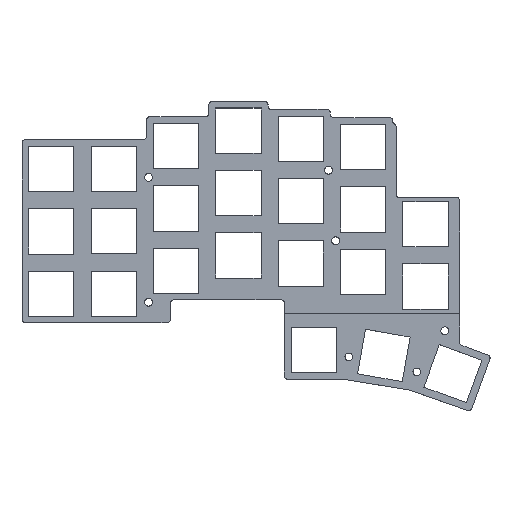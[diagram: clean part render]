
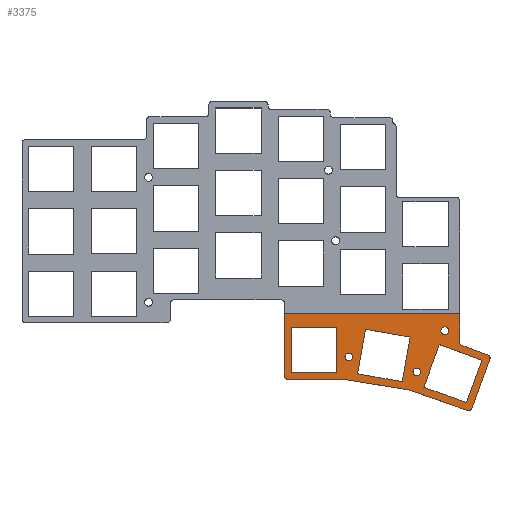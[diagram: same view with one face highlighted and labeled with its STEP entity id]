
A CAD part, top view. The second image highlights one B-rep face of the part: STEP entity #3375.
In plain terms, the highlighted planar face has unit normal (0, 0, 1).
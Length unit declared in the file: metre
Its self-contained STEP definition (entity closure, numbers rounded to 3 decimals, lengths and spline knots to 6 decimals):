
#29=LINE('',#4581,#416);
#283=LINE('',#5168,#670);
#287=LINE('',#5176,#674);
#358=LINE('',#5353,#745);
#361=LINE('',#5361,#748);
#364=LINE('',#5369,#751);
#367=LINE('',#5377,#754);
#370=LINE('',#5385,#757);
#372=LINE('',#5391,#759);
#375=LINE('',#5397,#762);
#377=LINE('',#5401,#764);
#379=LINE('',#5405,#766);
#382=LINE('',#5411,#769);
#384=LINE('',#5415,#771);
#386=LINE('',#5419,#773);
#389=LINE('',#5425,#776);
#391=LINE('',#5429,#778);
#392=LINE('',#5431,#779);
#393=LINE('',#5433,#780);
#394=LINE('',#5435,#781);
#416=VECTOR('',#3696,1.);
#670=VECTOR('',#4156,1.);
#674=VECTOR('',#4162,1.);
#745=VECTOR('',#4377,1.);
#748=VECTOR('',#4386,1.);
#751=VECTOR('',#4395,1.);
#754=VECTOR('',#4404,1.);
#757=VECTOR('',#4413,1.);
#759=VECTOR('',#4421,1.);
#762=VECTOR('',#4426,1.);
#764=VECTOR('',#4430,1.);
#766=VECTOR('',#4434,1.);
#769=VECTOR('',#4439,1.);
#771=VECTOR('',#4443,1.);
#773=VECTOR('',#4447,1.);
#776=VECTOR('',#4452,1.);
#778=VECTOR('',#4456,1.);
#779=VECTOR('',#4459,1.);
#780=VECTOR('',#4462,1.);
#781=VECTOR('',#4465,1.);
#903=PLANE('',#3624);
#1754=ORIENTED_EDGE('',*,*,#1845,.T.);
#1755=ORIENTED_EDGE('',*,*,#1843,.T.);
#1756=ORIENTED_EDGE('',*,*,#1841,.T.);
#1757=ORIENTED_EDGE('',*,*,#2284,.F.);
#1758=ORIENTED_EDGE('',*,*,#2287,.F.);
#1759=ORIENTED_EDGE('',*,*,#2289,.T.);
#1760=ORIENTED_EDGE('',*,*,#2292,.T.);
#1761=ORIENTED_EDGE('',*,*,#2277,.F.);
#1762=ORIENTED_EDGE('',*,*,#2280,.F.);
#1763=ORIENTED_EDGE('',*,*,#2282,.T.);
#1764=ORIENTED_EDGE('',*,*,#2291,.T.);
#1765=ORIENTED_EDGE('',*,*,#2270,.F.);
#1766=ORIENTED_EDGE('',*,*,#2273,.F.);
#1767=ORIENTED_EDGE('',*,*,#2275,.T.);
#1768=ORIENTED_EDGE('',*,*,#2290,.T.);
#1769=ORIENTED_EDGE('',*,*,#2161,.F.);
#1770=ORIENTED_EDGE('',*,*,#2157,.F.);
#1771=ORIENTED_EDGE('',*,*,#2249,.F.);
#1772=ORIENTED_EDGE('',*,*,#2251,.F.);
#1773=ORIENTED_EDGE('',*,*,#2253,.F.);
#1774=ORIENTED_EDGE('',*,*,#2255,.F.);
#1775=ORIENTED_EDGE('',*,*,#2257,.F.);
#1776=ORIENTED_EDGE('',*,*,#2259,.F.);
#1777=ORIENTED_EDGE('',*,*,#2261,.F.);
#1778=ORIENTED_EDGE('',*,*,#2263,.F.);
#1779=ORIENTED_EDGE('',*,*,#2265,.F.);
#1780=ORIENTED_EDGE('',*,*,#2267,.F.);
#1781=ORIENTED_EDGE('',*,*,#2268,.F.);
#1782=ORIENTED_EDGE('',*,*,#1864,.F.);
#1841=EDGE_CURVE('',#2304,#2304,#2622,.T.);
#1843=EDGE_CURVE('',#2306,#2306,#2624,.T.);
#1845=EDGE_CURVE('',#2308,#2308,#2626,.T.);
#1864=EDGE_CURVE('',#2326,#2327,#29,.T.);
#2157=EDGE_CURVE('',#2556,#2557,#283,.T.);
#2161=EDGE_CURVE('',#2557,#2326,#287,.T.);
#2249=EDGE_CURVE('',#2592,#2556,#2685,.T.);
#2251=EDGE_CURVE('',#2593,#2592,#358,.T.);
#2253=EDGE_CURVE('',#2594,#2593,#2686,.T.);
#2255=EDGE_CURVE('',#2595,#2594,#361,.T.);
#2257=EDGE_CURVE('',#2596,#2595,#2687,.T.);
#2259=EDGE_CURVE('',#2597,#2596,#364,.T.);
#2261=EDGE_CURVE('',#2598,#2597,#2688,.T.);
#2263=EDGE_CURVE('',#2599,#2598,#367,.T.);
#2265=EDGE_CURVE('',#2600,#2599,#2689,.T.);
#2267=EDGE_CURVE('',#2601,#2600,#370,.T.);
#2268=EDGE_CURVE('',#2327,#2601,#2690,.T.);
#2270=EDGE_CURVE('',#2602,#2603,#372,.T.);
#2273=EDGE_CURVE('',#2604,#2602,#375,.T.);
#2275=EDGE_CURVE('',#2604,#2605,#377,.T.);
#2277=EDGE_CURVE('',#2606,#2607,#379,.T.);
#2280=EDGE_CURVE('',#2608,#2606,#382,.T.);
#2282=EDGE_CURVE('',#2608,#2609,#384,.T.);
#2284=EDGE_CURVE('',#2610,#2611,#386,.T.);
#2287=EDGE_CURVE('',#2612,#2610,#389,.T.);
#2289=EDGE_CURVE('',#2612,#2613,#391,.T.);
#2290=EDGE_CURVE('',#2605,#2603,#392,.T.);
#2291=EDGE_CURVE('',#2609,#2607,#393,.T.);
#2292=EDGE_CURVE('',#2613,#2611,#394,.T.);
#2304=VERTEX_POINT('',#4531);
#2306=VERTEX_POINT('',#4536);
#2308=VERTEX_POINT('',#4541);
#2326=VERTEX_POINT('',#4580);
#2327=VERTEX_POINT('',#4582);
#2556=VERTEX_POINT('',#5167);
#2557=VERTEX_POINT('',#5169);
#2592=VERTEX_POINT('',#5348);
#2593=VERTEX_POINT('',#5352);
#2594=VERTEX_POINT('',#5356);
#2595=VERTEX_POINT('',#5360);
#2596=VERTEX_POINT('',#5364);
#2597=VERTEX_POINT('',#5368);
#2598=VERTEX_POINT('',#5372);
#2599=VERTEX_POINT('',#5376);
#2600=VERTEX_POINT('',#5380);
#2601=VERTEX_POINT('',#5384);
#2602=VERTEX_POINT('',#5390);
#2603=VERTEX_POINT('',#5392);
#2604=VERTEX_POINT('',#5396);
#2605=VERTEX_POINT('',#5400);
#2606=VERTEX_POINT('',#5404);
#2607=VERTEX_POINT('',#5406);
#2608=VERTEX_POINT('',#5410);
#2609=VERTEX_POINT('',#5414);
#2610=VERTEX_POINT('',#5418);
#2611=VERTEX_POINT('',#5420);
#2612=VERTEX_POINT('',#5424);
#2613=VERTEX_POINT('',#5428);
#2622=CIRCLE('',#3411,0.0012);
#2624=CIRCLE('',#3414,0.0012);
#2626=CIRCLE('',#3417,0.0012);
#2685=CIRCLE('',#3596,0.001);
#2686=CIRCLE('',#3599,0.002);
#2687=CIRCLE('',#3602,0.002);
#2688=CIRCLE('',#3605,0.001);
#2689=CIRCLE('',#3608,0.001);
#2690=CIRCLE('',#3611,0.001);
#2903=EDGE_LOOP('',(#1754));
#2904=EDGE_LOOP('',(#1755));
#2905=EDGE_LOOP('',(#1756));
#2906=EDGE_LOOP('',(#1757,#1758,#1759,#1760));
#2907=EDGE_LOOP('',(#1761,#1762,#1763,#1764));
#2908=EDGE_LOOP('',(#1765,#1766,#1767,#1768));
#2909=EDGE_LOOP('',(#1769,#1770,#1771,#1772,#1773,#1774,#1775,#1776,#1777,
#1778,#1779,#1780,#1781,#1782));
#3150=FACE_BOUND('',#2903,.T.);
#3151=FACE_BOUND('',#2904,.T.);
#3152=FACE_BOUND('',#2905,.T.);
#3153=FACE_BOUND('',#2906,.T.);
#3154=FACE_BOUND('',#2907,.T.);
#3155=FACE_BOUND('',#2908,.T.);
#3156=FACE_BOUND('',#2909,.T.);
#3375=ADVANCED_FACE('',(#3150,#3151,#3152,#3153,#3154,#3155,#3156),#903,
 .T.);
#3411=AXIS2_PLACEMENT_3D('',#4530,#3657,#3658);
#3414=AXIS2_PLACEMENT_3D('',#4535,#3663,#3664);
#3417=AXIS2_PLACEMENT_3D('',#4540,#3669,#3670);
#3596=AXIS2_PLACEMENT_3D('',#5349,#4372,#4373);
#3599=AXIS2_PLACEMENT_3D('',#5357,#4381,#4382);
#3602=AXIS2_PLACEMENT_3D('',#5365,#4390,#4391);
#3605=AXIS2_PLACEMENT_3D('',#5373,#4399,#4400);
#3608=AXIS2_PLACEMENT_3D('',#5381,#4408,#4409);
#3611=AXIS2_PLACEMENT_3D('',#5387,#4416,#4417);
#3624=AXIS2_PLACEMENT_3D('',#5436,#4466,#4467);
#3657=DIRECTION('',(0.,0.,-1.));
#3658=DIRECTION('',(-1.,0.,0.));
#3663=DIRECTION('',(0.,0.,-1.));
#3664=DIRECTION('',(-1.,0.,0.));
#3669=DIRECTION('',(0.,0.,-1.));
#3670=DIRECTION('',(-1.,0.,0.));
#3696=DIRECTION('',(0.,-1.,0.));
#4156=DIRECTION('',(0.,1.,0.));
#4162=DIRECTION('',(1.,0.,0.));
#4372=DIRECTION('',(0.,0.,-1.));
#4373=DIRECTION('',(0.,-1.,0.));
#4377=DIRECTION('',(-1.,0.,0.));
#4381=DIRECTION('',(0.,0.,1.));
#4382=DIRECTION('',(1.,0.,0.));
#4386=DIRECTION('',(-0.987,0.161,0.));
#4390=DIRECTION('',(0.,0.,1.));
#4391=DIRECTION('',(0.33,0.944,0.));
#4395=DIRECTION('',(-0.944,0.33,0.));
#4399=DIRECTION('',(0.,0.,-1.));
#4400=DIRECTION('',(0.94,-0.342,0.));
#4404=DIRECTION('',(-0.342,-0.94,0.));
#4408=DIRECTION('',(0.,0.,-1.));
#4409=DIRECTION('',(0.342,0.94,0.));
#4413=DIRECTION('',(0.94,-0.342,0.));
#4416=DIRECTION('',(0.,0.,1.));
#4417=DIRECTION('',(-1.,0.,0.));
#4421=DIRECTION('',(-0.94,0.342,0.));
#4426=DIRECTION('',(0.342,0.94,0.));
#4430=DIRECTION('',(-0.94,0.342,0.));
#4434=DIRECTION('',(-0.985,0.174,0.));
#4439=DIRECTION('',(0.174,0.985,0.));
#4443=DIRECTION('',(-0.985,0.174,0.));
#4447=DIRECTION('',(-1.,0.,0.));
#4452=DIRECTION('',(0.,1.,0.));
#4456=DIRECTION('',(-1.,0.,0.));
#4459=DIRECTION('',(0.342,0.94,0.));
#4462=DIRECTION('',(0.174,0.985,0.));
#4465=DIRECTION('',(0.,1.,0.));
#4466=DIRECTION('',(0.,0.,1.));
#4467=DIRECTION('',(1.,0.,0.));
#4530=CARTESIAN_POINT('',(0.19685,-0.118425,0.0036));
#4531=CARTESIAN_POINT('',(0.19565,-0.118425,0.0036));
#4535=CARTESIAN_POINT('',(0.188309,-0.13103,0.0036));
#4536=CARTESIAN_POINT('',(0.187109,-0.13103,0.0036));
#4540=CARTESIAN_POINT('',(0.167549,-0.12645,0.0036));
#4541=CARTESIAN_POINT('',(0.166349,-0.12645,0.0036));
#4580=CARTESIAN_POINT('',(0.201396,-0.113225,0.0036));
#4581=CARTESIAN_POINT('',(0.201396,-0.089184,0.0036));
#4582=CARTESIAN_POINT('',(0.201396,-0.121998,0.0036));
#5167=CARTESIAN_POINT('',(0.147849,-0.13227,0.0036));
#5168=CARTESIAN_POINT('',(0.147849,-0.13227,0.0036));
#5169=CARTESIAN_POINT('',(0.147849,-0.113225,0.0036));
#5176=CARTESIAN_POINT('',(0.174622,-0.113225,0.0036));
#5348=CARTESIAN_POINT('',(0.148849,-0.13327,0.0036));
#5349=CARTESIAN_POINT('',(0.148849,-0.13227,0.0036));
#5352=CARTESIAN_POINT('',(0.165738,-0.13327,0.0036));
#5353=CARTESIAN_POINT('',(0.165738,-0.13327,0.0036));
#5356=CARTESIAN_POINT('',(0.166059,-0.133296,0.0036));
#5357=CARTESIAN_POINT('',(0.165738,-0.13527,0.0036));
#5360=CARTESIAN_POINT('',(0.185582,-0.136471,0.0036));
#5361=CARTESIAN_POINT('',(0.185582,-0.136471,0.0036));
#5364=CARTESIAN_POINT('',(0.18592,-0.136556,0.0036));
#5365=CARTESIAN_POINT('',(0.185261,-0.138445,0.0036));
#5368=CARTESIAN_POINT('',(0.203815,-0.142802,0.0036));
#5369=CARTESIAN_POINT('',(0.203815,-0.142802,0.0036));
#5372=CARTESIAN_POINT('',(0.205084,-0.1422,0.0036));
#5373=CARTESIAN_POINT('',(0.204145,-0.141858,0.0036));
#5376=CARTESIAN_POINT('',(0.210578,-0.127105,0.0036));
#5377=CARTESIAN_POINT('',(0.210578,-0.127105,0.0036));
#5380=CARTESIAN_POINT('',(0.209981,-0.125823,0.0036));
#5381=CARTESIAN_POINT('',(0.209639,-0.126763,0.0036));
#5384=CARTESIAN_POINT('',(0.202053,-0.122938,0.0036));
#5385=CARTESIAN_POINT('',(0.202053,-0.122938,0.0036));
#5387=CARTESIAN_POINT('',(0.202396,-0.121998,0.0036));
#5390=CARTESIAN_POINT('',(0.208164,-0.127409,0.0036));
#5391=CARTESIAN_POINT('',(0.201666,-0.125044,0.0036));
#5392=CARTESIAN_POINT('',(0.195168,-0.122679,0.0036));
#5396=CARTESIAN_POINT('',(0.203434,-0.140405,0.0036));
#5397=CARTESIAN_POINT('',(0.205799,-0.133907,0.0036));
#5400=CARTESIAN_POINT('',(0.190438,-0.135675,0.0036));
#5401=CARTESIAN_POINT('',(0.196936,-0.13804,0.0036));
#5404=CARTESIAN_POINT('',(0.186232,-0.120374,0.0036));
#5405=CARTESIAN_POINT('',(0.179422,-0.119173,0.0036));
#5406=CARTESIAN_POINT('',(0.172612,-0.117972,0.0036));
#5410=CARTESIAN_POINT('',(0.183831,-0.133994,0.0036));
#5411=CARTESIAN_POINT('',(0.185032,-0.127184,0.0036));
#5414=CARTESIAN_POINT('',(0.170211,-0.131592,0.0036));
#5415=CARTESIAN_POINT('',(0.177021,-0.132793,0.0036));
#5418=CARTESIAN_POINT('',(0.163782,-0.11734,0.0036));
#5419=CARTESIAN_POINT('',(0.156867,-0.11734,0.0036));
#5420=CARTESIAN_POINT('',(0.149952,-0.11734,0.0036));
#5424=CARTESIAN_POINT('',(0.163782,-0.13117,0.0036));
#5425=CARTESIAN_POINT('',(0.163782,-0.124255,0.0036));
#5428=CARTESIAN_POINT('',(0.149952,-0.13117,0.0036));
#5429=CARTESIAN_POINT('',(0.156867,-0.13117,0.0036));
#5431=CARTESIAN_POINT('',(0.192803,-0.129177,0.0036));
#5433=CARTESIAN_POINT('',(0.171412,-0.124782,0.0036));
#5435=CARTESIAN_POINT('',(0.149952,-0.124255,0.0036));
#5436=CARTESIAN_POINT('',(0.139173,-0.095614,0.0036));
